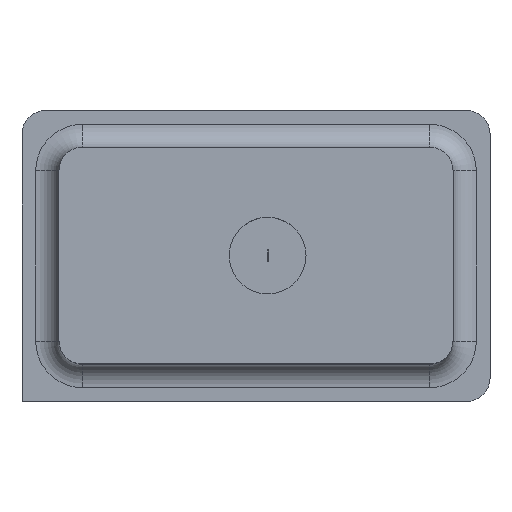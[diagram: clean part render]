
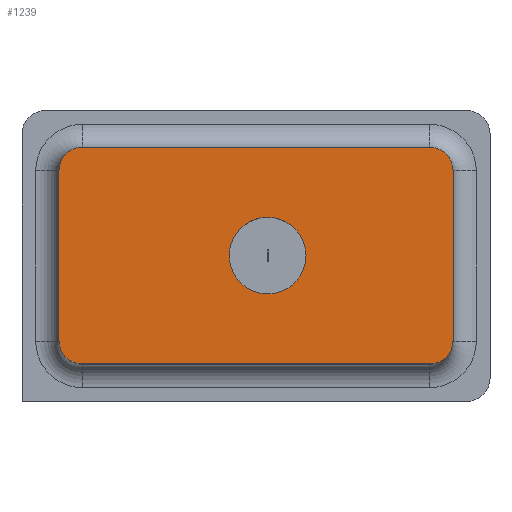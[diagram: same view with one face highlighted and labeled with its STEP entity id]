
A CAD part, top view. The second image highlights one B-rep face of the part: STEP entity #1239.
In plain terms, the highlighted planar face has unit normal (0, 0, 1).
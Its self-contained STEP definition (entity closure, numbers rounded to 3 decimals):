
#12 = AXIS2_PLACEMENT_3D ( 'NONE', #1546, #265, #701 ) ;
#34 = CARTESIAN_POINT ( 'NONE',  ( -1.15, 0., 10.12 ) ) ;
#103 = CARTESIAN_POINT ( 'NONE',  ( 7.47, -4.66, 10.12 ) ) ;
#109 = EDGE_LOOP ( 'NONE', ( #1355, #378, #132, #946, #1223, #1680, #1454, #1411 ) ) ;
#132 = ORIENTED_EDGE ( 'NONE', *, *, #907, .T. ) ;
#138 = CARTESIAN_POINT ( 'NONE',  ( 8.47, -5.25, 10.12 ) ) ;
#173 = EDGE_CURVE ( 'NONE', #1780, #1337, #980, .T. ) ;
#188 = VECTOR ( 'NONE', #252, 1000. ) ;
#227 = CARTESIAN_POINT ( 'NONE',  ( 8.47, -3.66, 10.12 ) ) ;
#240 = AXIS2_PLACEMENT_3D ( 'NONE', #509, #1072, #1710 ) ;
#252 = DIRECTION ( 'NONE',  ( -1., 0., 0. ) ) ;
#265 = DIRECTION ( 'NONE',  ( 0., 0., 1. ) ) ;
#300 = VECTOR ( 'NONE', #827, 1000. ) ;
#331 = CIRCLE ( 'NONE', #1793, 1.65 ) ;
#363 = CARTESIAN_POINT ( 'NONE',  ( 2.15, 0., 10.12 ) ) ;
#368 = VERTEX_POINT ( 'NONE', #1800 ) ;
#378 = ORIENTED_EDGE ( 'NONE', *, *, #1631, .T. ) ;
#408 = FACE_OUTER_BOUND ( 'NONE', #109, .T. ) ;
#440 = EDGE_CURVE ( 'NONE', #1623, #666, #331, .T. ) ;
#445 = DIRECTION ( 'NONE',  ( 0., 0., 1. ) ) ;
#457 = DIRECTION ( 'NONE',  ( 0., 0., 1. ) ) ;
#466 = ORIENTED_EDGE ( 'NONE', *, *, #1752, .F. ) ;
#474 = CIRCLE ( 'NONE', #1496, 1. ) ;
#479 = CIRCLE ( 'NONE', #12, 1. ) ;
#509 = CARTESIAN_POINT ( 'NONE',  ( 0.5, 0., 10.12 ) ) ;
#516 = CARTESIAN_POINT ( 'NONE',  ( 9.06, -4.66, 10.12 ) ) ;
#550 = CARTESIAN_POINT ( 'NONE',  ( -8.47, -5.25, 10.12 ) ) ;
#570 = VECTOR ( 'NONE', #1134, 1000. ) ;
#573 = VECTOR ( 'NONE', #1797, 1000. ) ;
#594 = DIRECTION ( 'NONE',  ( 1., 0., 0. ) ) ;
#602 = CIRCLE ( 'NONE', #240, 1.65 ) ;
#640 = CARTESIAN_POINT ( 'NONE',  ( -7.47, -3.66, 10.12 ) ) ;
#658 = EDGE_LOOP ( 'NONE', ( #815, #466 ) ) ;
#663 = DIRECTION ( 'NONE',  ( 1., 0., 0. ) ) ;
#666 = VERTEX_POINT ( 'NONE', #34 ) ;
#667 = DIRECTION ( 'NONE',  ( 1., 0., 0. ) ) ;
#677 = VERTEX_POINT ( 'NONE', #1288 ) ;
#701 = DIRECTION ( 'NONE',  ( 1., 0., 0. ) ) ;
#704 = PLANE ( 'NONE',  #779 ) ;
#723 = CARTESIAN_POINT ( 'NONE',  ( 0.5, 0., 10.12 ) ) ;
#757 = AXIS2_PLACEMENT_3D ( 'NONE', #640, #1194, #663 ) ;
#772 = EDGE_CURVE ( 'NONE', #892, #368, #474, .T. ) ;
#779 = AXIS2_PLACEMENT_3D ( 'NONE', #1152, #1019, #1133 ) ;
#810 = CARTESIAN_POINT ( 'NONE',  ( 7.47, -3.66, 10.12 ) ) ;
#815 = ORIENTED_EDGE ( 'NONE', *, *, #440, .F. ) ;
#827 = DIRECTION ( 'NONE',  ( 0., -1., 0. ) ) ;
#865 = FACE_BOUND ( 'NONE', #658, .T. ) ;
#880 = CARTESIAN_POINT ( 'NONE',  ( 7.47, 3.66, 10.12 ) ) ;
#892 = VERTEX_POINT ( 'NONE', #1694 ) ;
#907 = EDGE_CURVE ( 'NONE', #1446, #892, #1533, .T. ) ;
#946 = ORIENTED_EDGE ( 'NONE', *, *, #772, .T. ) ;
#980 = CIRCLE ( 'NONE', #757, 1. ) ;
#1019 = DIRECTION ( 'NONE',  ( 0., 0., 1. ) ) ;
#1072 = DIRECTION ( 'NONE',  ( 0., 0., 1. ) ) ;
#1100 = CARTESIAN_POINT ( 'NONE',  ( 9.06, 4.66, 10.12 ) ) ;
#1133 = DIRECTION ( 'NONE',  ( 1., 0., 0. ) ) ;
#1134 = DIRECTION ( 'NONE',  ( 0., 1., 0. ) ) ;
#1152 = CARTESIAN_POINT ( 'NONE',  ( 9.06, -5.25, 10.12 ) ) ;
#1161 = AXIS2_PLACEMENT_3D ( 'NONE', #810, #1227, #667 ) ;
#1194 = DIRECTION ( 'NONE',  ( 0., 0., 1. ) ) ;
#1223 = ORIENTED_EDGE ( 'NONE', *, *, #1682, .T. ) ;
#1227 = DIRECTION ( 'NONE',  ( 0., 0., 1. ) ) ;
#1239 = ADVANCED_FACE ( 'NONE', ( #865, #408 ), #704, .T. ) ;
#1248 = LINE ( 'NONE', #516, #573 ) ;
#1288 = CARTESIAN_POINT ( 'NONE',  ( -8.47, 3.66, 10.12 ) ) ;
#1337 = VERTEX_POINT ( 'NONE', #1607 ) ;
#1355 = ORIENTED_EDGE ( 'NONE', *, *, #1723, .T. ) ;
#1379 = CARTESIAN_POINT ( 'NONE',  ( -7.47, 4.66, 10.12 ) ) ;
#1411 = ORIENTED_EDGE ( 'NONE', *, *, #173, .T. ) ;
#1420 = CARTESIAN_POINT ( 'NONE',  ( -8.47, -3.66, 10.12 ) ) ;
#1429 = VERTEX_POINT ( 'NONE', #1379 ) ;
#1433 = DIRECTION ( 'NONE',  ( 1., 0., 0. ) ) ;
#1446 = VERTEX_POINT ( 'NONE', #227 ) ;
#1454 = ORIENTED_EDGE ( 'NONE', *, *, #1692, .T. ) ;
#1484 = LINE ( 'NONE', #550, #300 ) ;
#1496 = AXIS2_PLACEMENT_3D ( 'NONE', #880, #457, #594 ) ;
#1533 = LINE ( 'NONE', #138, #570 ) ;
#1546 = CARTESIAN_POINT ( 'NONE',  ( -7.47, 3.66, 10.12 ) ) ;
#1597 = EDGE_CURVE ( 'NONE', #1429, #677, #479, .T. ) ;
#1607 = CARTESIAN_POINT ( 'NONE',  ( -7.47, -4.66, 10.12 ) ) ;
#1613 = VERTEX_POINT ( 'NONE', #103 ) ;
#1621 = LINE ( 'NONE', #1100, #188 ) ;
#1623 = VERTEX_POINT ( 'NONE', #363 ) ;
#1631 = EDGE_CURVE ( 'NONE', #1613, #1446, #1795, .T. ) ;
#1680 = ORIENTED_EDGE ( 'NONE', *, *, #1597, .T. ) ;
#1682 = EDGE_CURVE ( 'NONE', #368, #1429, #1621, .T. ) ;
#1692 = EDGE_CURVE ( 'NONE', #677, #1780, #1484, .T. ) ;
#1694 = CARTESIAN_POINT ( 'NONE',  ( 8.47, 3.66, 10.12 ) ) ;
#1710 = DIRECTION ( 'NONE',  ( 1., 0., 0. ) ) ;
#1723 = EDGE_CURVE ( 'NONE', #1337, #1613, #1248, .T. ) ;
#1752 = EDGE_CURVE ( 'NONE', #666, #1623, #602, .T. ) ;
#1780 = VERTEX_POINT ( 'NONE', #1420 ) ;
#1793 = AXIS2_PLACEMENT_3D ( 'NONE', #723, #445, #1433 ) ;
#1795 = CIRCLE ( 'NONE', #1161, 1. ) ;
#1797 = DIRECTION ( 'NONE',  ( 1., 0., 0. ) ) ;
#1800 = CARTESIAN_POINT ( 'NONE',  ( 7.47, 4.66, 10.12 ) ) ;
